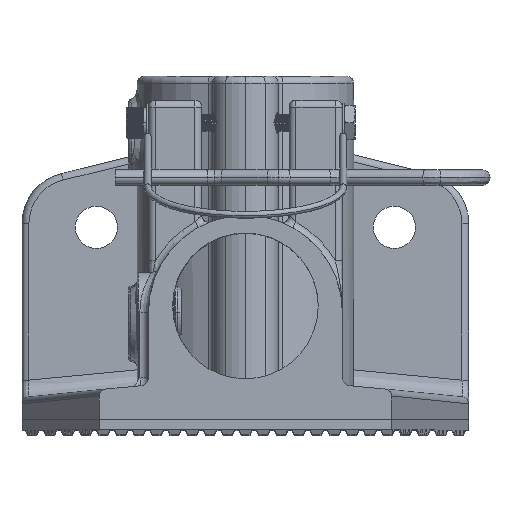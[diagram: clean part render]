
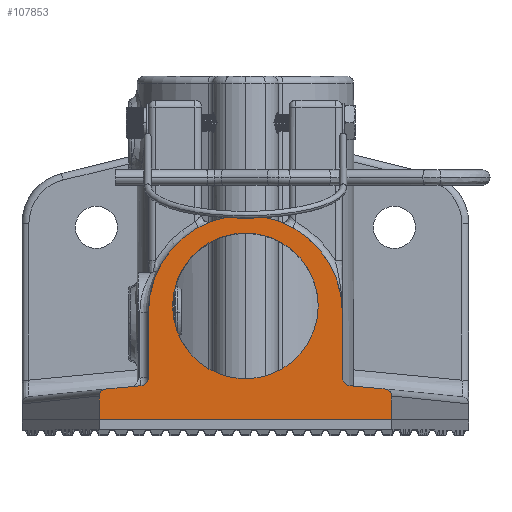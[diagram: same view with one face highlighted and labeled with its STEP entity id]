
A CAD part, top view. The second image highlights one B-rep face of the part: STEP entity #107853.
In plain terms, the highlighted planar face has unit normal (0, 0, 1).
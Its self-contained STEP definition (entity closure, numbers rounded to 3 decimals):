
#1319 = VERTEX_POINT ( 'NONE', #137669 ) ;
#1654 =( BOUNDED_CURVE ( )  B_SPLINE_CURVE ( 3, ( #55125, #107475, #15971, #80057 ),
 .UNSPECIFIED., .F., .F. ) 
 B_SPLINE_CURVE_WITH_KNOTS ( ( 4, 4 ),
 ( 4.712, 6.191 ),
 .UNSPECIFIED. ) 
 CURVE ( )  GEOMETRIC_REPRESENTATION_ITEM ( )  RATIONAL_B_SPLINE_CURVE ( ( 1., 0.826, 0.826, 1. ) ) 
 REPRESENTATION_ITEM ( '' )  );
#4707 = CARTESIAN_POINT ( 'NONE',  ( -42.5, 0., 0. ) ) ;
#6121 = EDGE_CURVE ( 'NONE', #105796, #89615, #1654, .T. ) ;
#6575 = DIRECTION ( 'NONE',  ( 1., 0., 0. ) ) ;
#6909 = ORIENTED_EDGE ( 'NONE', *, *, #154162, .T. ) ;
#8339 = AXIS2_PLACEMENT_3D ( 'NONE', #141392, #38332, #89059 ) ;
#8549 = VERTEX_POINT ( 'NONE', #65993 ) ;
#8914 = EDGE_CURVE ( 'NONE', #114569, #78214, #58413, .T. ) ;
#9689 = LINE ( 'NONE', #147799, #124991 ) ;
#10036 = DIRECTION ( 'NONE',  ( 0., -1., 0. ) ) ;
#10987 = DIRECTION ( 'NONE',  ( 0., 0., 1. ) ) ;
#11570 = FACE_BOUND ( 'NONE', #21331, .T. ) ;
#11870 = ORIENTED_EDGE ( 'NONE', *, *, #126161, .F. ) ;
#15597 = VERTEX_POINT ( 'NONE', #71512 ) ;
#15971 = CARTESIAN_POINT ( 'NONE',  ( -42.5, 7.904, 0. ) ) ;
#16969 = CARTESIAN_POINT ( 'NONE',  ( 42.5, 7.904, 0. ) ) ;
#18210 = CARTESIAN_POINT ( 'NONE',  ( 42.5, 6.816, 0. ) ) ;
#19366 = AXIS2_PLACEMENT_3D ( 'NONE', #77799, #63700, #38745 ) ;
#20397 = ORIENTED_EDGE ( 'NONE', *, *, #83635, .T. ) ;
#20655 = ORIENTED_EDGE ( 'NONE', *, *, #74789, .T. ) ;
#21331 = EDGE_LOOP ( 'NONE', ( #11870, #67604 ) ) ;
#21435 = CARTESIAN_POINT ( 'NONE',  ( 40.635, 8.817, 0. ) ) ;
#22996 = CIRCLE ( 'NONE', #116080, 21.2 ) ;
#27286 = DIRECTION ( 'NONE',  ( 1., 0., 0. ) ) ;
#28453 = VERTEX_POINT ( 'NONE', #82065 ) ;
#29495 = CARTESIAN_POINT ( 'NONE',  ( 42.5, 6.816, 0. ) ) ;
#33103 = CARTESIAN_POINT ( 'NONE',  ( -41.866, 16.664, 0. ) ) ;
#33204 = DIRECTION ( 'NONE',  ( 0., 0., 1. ) ) ;
#34231 = CARTESIAN_POINT ( 'NONE',  ( 42.5, 10., 0. ) ) ;
#35297 = VERTEX_POINT ( 'NONE', #4707 ) ;
#36121 = CARTESIAN_POINT ( 'NONE',  ( -42.5, 0., 0. ) ) ;
#36713 = CARTESIAN_POINT ( 'NONE',  ( -40.635, 8.817, 0. ) ) ;
#38332 = DIRECTION ( 'NONE',  ( 0., 0., -1. ) ) ;
#38745 = DIRECTION ( 'NONE',  ( -1., 0., 0. ) ) ;
#40656 = DIRECTION ( 'NONE',  ( 0., 0., 1. ) ) ;
#40850 = VECTOR ( 'NONE', #102301, 1000. ) ;
#44766 = VERTEX_POINT ( 'NONE', #78682 ) ;
#45599 = CIRCLE ( 'NONE', #8339, 2.5 ) ;
#51306 = CIRCLE ( 'NONE', #19366, 2.5 ) ;
#55125 = CARTESIAN_POINT ( 'NONE',  ( -40.635, 8.817, 0. ) ) ;
#58413 = LINE ( 'NONE', #34231, #98971 ) ;
#59092 = CIRCLE ( 'NONE', #120235, 21.2 ) ;
#61689 = AXIS2_PLACEMENT_3D ( 'NONE', #71570, #85674, #162994 ) ;
#62388 = PLANE ( 'NONE',  #61689 ) ;
#62500 = ORIENTED_EDGE ( 'NONE', *, *, #83465, .F. ) ;
#63412 = VERTEX_POINT ( 'NONE', #112544 ) ;
#63700 = DIRECTION ( 'NONE',  ( 0., 0., -1. ) ) ;
#65624 =( BOUNDED_CURVE ( )  B_SPLINE_CURVE ( 3, ( #29495, #16969, #103601, #67779 ),
 .UNSPECIFIED., .F., .F. ) 
 B_SPLINE_CURVE_WITH_KNOTS ( ( 4, 4 ),
 ( 3.234, 4.712 ),
 .UNSPECIFIED. ) 
 CURVE ( )  GEOMETRIC_REPRESENTATION_ITEM ( )  RATIONAL_B_SPLINE_CURVE ( ( 1., 0.826, 0.826, 1. ) ) 
 REPRESENTATION_ITEM ( '' )  );
#65993 = CARTESIAN_POINT ( 'NONE',  ( 28.2, 12.274, 0. ) ) ;
#67604 = ORIENTED_EDGE ( 'NONE', *, *, #82189, .F. ) ;
#67779 = CARTESIAN_POINT ( 'NONE',  ( 40.635, 8.817, 0. ) ) ;
#69780 = ORIENTED_EDGE ( 'NONE', *, *, #135644, .T. ) ;
#71512 = CARTESIAN_POINT ( 'NONE',  ( -28.2, 12.274, 0. ) ) ;
#71570 = CARTESIAN_POINT ( 'NONE',  ( -42.5, 10., 0. ) ) ;
#72795 = CARTESIAN_POINT ( 'NONE',  ( -28.2, 31.2, 0. ) ) ;
#74352 = DIRECTION ( 'NONE',  ( 1., 0., 0. ) ) ;
#74789 = EDGE_CURVE ( 'NONE', #89615, #35297, #105549, .T. ) ;
#75201 = CARTESIAN_POINT ( 'NONE',  ( -42.372, 8.652, 0. ) ) ;
#77799 = CARTESIAN_POINT ( 'NONE',  ( -30.7, 12.274, 0. ) ) ;
#77962 = VECTOR ( 'NONE', #135345, 1000. ) ;
#78214 = VERTEX_POINT ( 'NONE', #150819 ) ;
#78682 = CARTESIAN_POINT ( 'NONE',  ( -30.463, 9.785, 0. ) ) ;
#80057 = CARTESIAN_POINT ( 'NONE',  ( -42.5, 6.816, 0. ) ) ;
#81606 = AXIS2_PLACEMENT_3D ( 'NONE', #141219, #40656, #27286 ) ;
#81851 = EDGE_CURVE ( 'NONE', #114569, #87072, #65624, .T. ) ;
#82065 = CARTESIAN_POINT ( 'NONE',  ( 21.2, 33., 0. ) ) ;
#82189 = EDGE_CURVE ( 'NONE', #63412, #28453, #59092, .T. ) ;
#83016 = LINE ( 'NONE', #33103, #77962 ) ;
#83465 = EDGE_CURVE ( 'NONE', #1319, #8549, #99816, .T. ) ;
#83635 = EDGE_CURVE ( 'NONE', #87072, #147784, #83016, .T. ) ;
#85674 = DIRECTION ( 'NONE',  ( 0., 0., -1. ) ) ;
#86603 = EDGE_LOOP ( 'NONE', ( #103766, #135999, #20397, #69780, #62500, #138315, #99058, #6909, #142303, #128907, #20655, #104707 ) ) ;
#87072 = VERTEX_POINT ( 'NONE', #21435 ) ;
#89059 = DIRECTION ( 'NONE',  ( -1., 0., 0. ) ) ;
#89615 = VERTEX_POINT ( 'NONE', #112303 ) ;
#98094 = CARTESIAN_POINT ( 'NONE',  ( 0., 33., 0. ) ) ;
#98971 = VECTOR ( 'NONE', #10036, 1000. ) ;
#99058 = ORIENTED_EDGE ( 'NONE', *, *, #133264, .T. ) ;
#99816 = LINE ( 'NONE', #114755, #40850 ) ;
#102301 = DIRECTION ( 'NONE',  ( 0., -1., 0. ) ) ;
#102788 = CIRCLE ( 'NONE', #81606, 28.2 ) ;
#103601 = CARTESIAN_POINT ( 'NONE',  ( 41.747, 8.712, 0. ) ) ;
#103766 = ORIENTED_EDGE ( 'NONE', *, *, #8914, .F. ) ;
#104707 = ORIENTED_EDGE ( 'NONE', *, *, #141693, .T. ) ;
#105549 = LINE ( 'NONE', #131265, #111232 ) ;
#105796 = VERTEX_POINT ( 'NONE', #36713 ) ;
#107199 = CARTESIAN_POINT ( 'NONE',  ( 30.463, 9.785, 0. ) ) ;
#107475 = CARTESIAN_POINT ( 'NONE',  ( -41.747, 8.712, 0. ) ) ;
#107853 = ADVANCED_FACE ( 'NONE', ( #11570, #162177 ), #62388, .F. ) ;
#111232 = VECTOR ( 'NONE', #142914, 1000. ) ;
#112303 = CARTESIAN_POINT ( 'NONE',  ( -42.5, 6.816, 0. ) ) ;
#112544 = CARTESIAN_POINT ( 'NONE',  ( -21.2, 33., 0. ) ) ;
#114569 = VERTEX_POINT ( 'NONE', #18210 ) ;
#114755 = CARTESIAN_POINT ( 'NONE',  ( 28.2, 0., 0. ) ) ;
#116080 = AXIS2_PLACEMENT_3D ( 'NONE', #98094, #33204, #6575 ) ;
#116325 = EDGE_CURVE ( 'NONE', #1319, #136890, #102788, .T. ) ;
#118242 = VECTOR ( 'NONE', #161724, 1000. ) ;
#120235 = AXIS2_PLACEMENT_3D ( 'NONE', #124993, #10987, #163248 ) ;
#122638 = LINE ( 'NONE', #36121, #139177 ) ;
#124991 = VECTOR ( 'NONE', #135308, 1000. ) ;
#124993 = CARTESIAN_POINT ( 'NONE',  ( 0., 33., 0. ) ) ;
#126161 = EDGE_CURVE ( 'NONE', #28453, #63412, #22996, .T. ) ;
#128907 = ORIENTED_EDGE ( 'NONE', *, *, #6121, .T. ) ;
#131265 = CARTESIAN_POINT ( 'NONE',  ( -42.5, 10., 0. ) ) ;
#133264 = EDGE_CURVE ( 'NONE', #136890, #15597, #9689, .T. ) ;
#135308 = DIRECTION ( 'NONE',  ( 0., -1., 0. ) ) ;
#135345 = DIRECTION ( 'NONE',  ( -0.996, 0.095, 0. ) ) ;
#135644 = EDGE_CURVE ( 'NONE', #147784, #8549, #45599, .T. ) ;
#135999 = ORIENTED_EDGE ( 'NONE', *, *, #81851, .T. ) ;
#136890 = VERTEX_POINT ( 'NONE', #72795 ) ;
#137669 = CARTESIAN_POINT ( 'NONE',  ( 28.2, 31.2, 0. ) ) ;
#138315 = ORIENTED_EDGE ( 'NONE', *, *, #116325, .T. ) ;
#139177 = VECTOR ( 'NONE', #74352, 1000. ) ;
#141219 = CARTESIAN_POINT ( 'NONE',  ( 0., 31.2, 0. ) ) ;
#141392 = CARTESIAN_POINT ( 'NONE',  ( 30.7, 12.274, 0. ) ) ;
#141693 = EDGE_CURVE ( 'NONE', #35297, #78214, #122638, .T. ) ;
#142303 = ORIENTED_EDGE ( 'NONE', *, *, #143089, .T. ) ;
#142914 = DIRECTION ( 'NONE',  ( 0., -1., 0. ) ) ;
#143089 = EDGE_CURVE ( 'NONE', #44766, #105796, #162541, .T. ) ;
#147784 = VERTEX_POINT ( 'NONE', #107199 ) ;
#147799 = CARTESIAN_POINT ( 'NONE',  ( -28.2, 0., 0. ) ) ;
#150819 = CARTESIAN_POINT ( 'NONE',  ( 42.5, 0., 0. ) ) ;
#154162 = EDGE_CURVE ( 'NONE', #15597, #44766, #51306, .T. ) ;
#161724 = DIRECTION ( 'NONE',  ( -0.996, -0.095, 0. ) ) ;
#162177 = FACE_OUTER_BOUND ( 'NONE', #86603, .T. ) ;
#162541 = LINE ( 'NONE', #75201, #118242 ) ;
#162994 = DIRECTION ( 'NONE',  ( -1., 0., 0. ) ) ;
#163248 = DIRECTION ( 'NONE',  ( 1., 0., 0. ) ) ;
